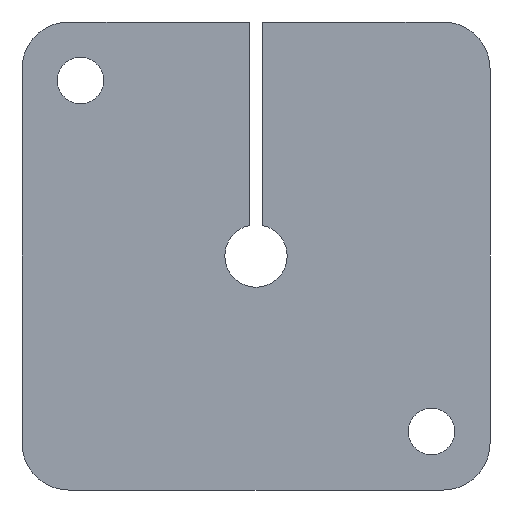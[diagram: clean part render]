
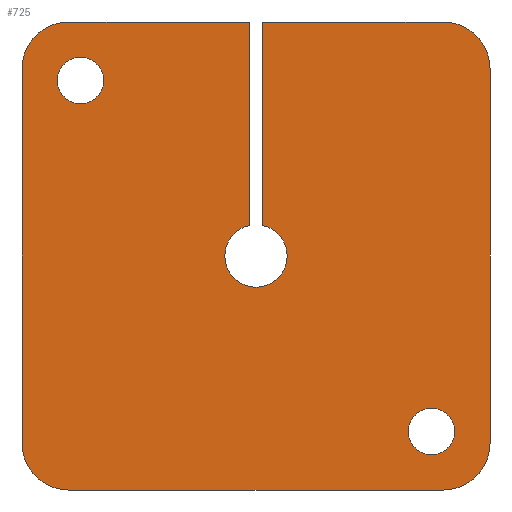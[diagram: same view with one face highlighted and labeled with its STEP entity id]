
A CAD part, left-side view. The second image highlights one B-rep face of the part: STEP entity #725.
In plain terms, the highlighted planar face has unit normal (-1, 0, 0).
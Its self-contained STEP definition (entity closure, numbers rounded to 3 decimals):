
#41=FACE_BOUND('',#151,.T.);
#42=FACE_BOUND('',#152,.T.);
#50=CIRCLE('',#767,3.);
#55=CIRCLE('',#775,3.);
#56=CIRCLE('',#778,3.);
#57=CIRCLE('',#781,3.);
#63=CIRCLE('',#795,1.5);
#64=CIRCLE('',#797,1.5);
#65=CIRCLE('',#800,2.);
#102=FACE_OUTER_BOUND('',#150,.T.);
#150=EDGE_LOOP('',(#634,#635,#636,#637,#638,#639,#640,#641,#642,#643,#644,
#645));
#151=EDGE_LOOP('',(#646));
#152=EDGE_LOOP('',(#647));
#196=LINE('',#1117,#268);
#206=LINE('',#1201,#278);
#214=LINE('',#1224,#286);
#217=LINE('',#1232,#289);
#220=LINE('',#1240,#292);
#225=LINE('',#1266,#297);
#226=LINE('',#1269,#298);
#268=VECTOR('',#886,10.);
#278=VECTOR('',#910,10.);
#286=VECTOR('',#932,10.);
#289=VECTOR('',#941,10.);
#292=VECTOR('',#950,10.);
#297=VECTOR('',#987,10.);
#298=VECTOR('',#990,10.);
#333=VERTEX_POINT('',#1114);
#334=VERTEX_POINT('',#1116);
#342=VERTEX_POINT('',#1188);
#343=VERTEX_POINT('',#1189);
#347=VERTEX_POINT('',#1199);
#354=VERTEX_POINT('',#1218);
#355=VERTEX_POINT('',#1222);
#356=VERTEX_POINT('',#1226);
#357=VERTEX_POINT('',#1230);
#358=VERTEX_POINT('',#1234);
#359=VERTEX_POINT('',#1235);
#363=VERTEX_POINT('',#1258);
#364=VERTEX_POINT('',#1262);
#365=VERTEX_POINT('',#1268);
#412=EDGE_CURVE('',#334,#333,#196,.T.);
#422=EDGE_CURVE('',#342,#343,#50,.T.);
#428=EDGE_CURVE('',#342,#347,#206,.T.);
#437=EDGE_CURVE('',#354,#347,#55,.T.);
#440=EDGE_CURVE('',#354,#355,#214,.T.);
#441=EDGE_CURVE('',#356,#355,#56,.T.);
#444=EDGE_CURVE('',#356,#357,#217,.T.);
#445=EDGE_CURVE('',#358,#359,#57,.T.);
#448=EDGE_CURVE('',#333,#359,#220,.T.);
#456=EDGE_CURVE('',#363,#363,#63,.T.);
#458=EDGE_CURVE('',#364,#364,#64,.T.);
#460=EDGE_CURVE('',#358,#343,#225,.T.);
#461=EDGE_CURVE('',#357,#365,#226,.T.);
#462=EDGE_CURVE('',#365,#334,#65,.T.);
#634=ORIENTED_EDGE('',*,*,#422,.F.);
#635=ORIENTED_EDGE('',*,*,#428,.T.);
#636=ORIENTED_EDGE('',*,*,#437,.F.);
#637=ORIENTED_EDGE('',*,*,#440,.T.);
#638=ORIENTED_EDGE('',*,*,#441,.F.);
#639=ORIENTED_EDGE('',*,*,#444,.T.);
#640=ORIENTED_EDGE('',*,*,#461,.T.);
#641=ORIENTED_EDGE('',*,*,#462,.T.);
#642=ORIENTED_EDGE('',*,*,#412,.T.);
#643=ORIENTED_EDGE('',*,*,#448,.T.);
#644=ORIENTED_EDGE('',*,*,#445,.F.);
#645=ORIENTED_EDGE('',*,*,#460,.T.);
#646=ORIENTED_EDGE('',*,*,#458,.T.);
#647=ORIENTED_EDGE('',*,*,#456,.T.);
#687=PLANE('',#799);
#725=ADVANCED_FACE('',(#102,#41,#42),#687,.F.);
#767=AXIS2_PLACEMENT_3D('',#1190,#900,#901);
#775=AXIS2_PLACEMENT_3D('',#1219,#926,#927);
#778=AXIS2_PLACEMENT_3D('',#1227,#935,#936);
#781=AXIS2_PLACEMENT_3D('',#1236,#944,#945);
#795=AXIS2_PLACEMENT_3D('',#1259,#977,#978);
#797=AXIS2_PLACEMENT_3D('',#1263,#982,#983);
#799=AXIS2_PLACEMENT_3D('',#1267,#988,#989);
#800=AXIS2_PLACEMENT_3D('',#1270,#991,#992);
#886=DIRECTION('',(0.,0.,1.));
#900=DIRECTION('center_axis',(1.,0.,0.));
#901=DIRECTION('ref_axis',(0.,0.707,-0.707));
#910=DIRECTION('',(0.,-1.,0.));
#926=DIRECTION('center_axis',(1.,0.,0.));
#927=DIRECTION('ref_axis',(0.,-0.707,-0.707));
#932=DIRECTION('',(0.,0.,1.));
#935=DIRECTION('center_axis',(1.,0.,0.));
#936=DIRECTION('ref_axis',(0.,-0.707,0.707));
#941=DIRECTION('',(0.,1.,0.));
#944=DIRECTION('center_axis',(1.,0.,0.));
#945=DIRECTION('ref_axis',(0.,0.707,0.707));
#950=DIRECTION('',(0.,1.,0.));
#977=DIRECTION('center_axis',(1.,0.,0.));
#978=DIRECTION('ref_axis',(0.,1.,0.));
#982=DIRECTION('center_axis',(1.,0.,0.));
#983=DIRECTION('ref_axis',(0.,1.,0.));
#987=DIRECTION('',(0.,0.,-1.));
#988=DIRECTION('center_axis',(1.,0.,0.));
#989=DIRECTION('ref_axis',(0.,1.,0.));
#990=DIRECTION('',(0.,0.,-1.));
#991=DIRECTION('center_axis',(1.,0.,0.));
#992=DIRECTION('ref_axis',(0.,1.,0.));
#1114=CARTESIAN_POINT('',(-3.,0.4,15.));
#1116=CARTESIAN_POINT('',(-3.,0.4,1.96));
#1117=CARTESIAN_POINT('',(-3.,0.4,15.5));
#1188=CARTESIAN_POINT('',(-3.,12.,-15.));
#1189=CARTESIAN_POINT('',(-3.,15.,-12.));
#1190=CARTESIAN_POINT('Origin',(-3.,12.,-12.));
#1199=CARTESIAN_POINT('',(-3.,-12.,-15.));
#1201=CARTESIAN_POINT('',(-3.,15.,-15.));
#1218=CARTESIAN_POINT('',(-3.,-15.,-12.));
#1219=CARTESIAN_POINT('Origin',(-3.,-12.,-12.));
#1222=CARTESIAN_POINT('',(-3.,-15.,12.));
#1224=CARTESIAN_POINT('',(-3.,-15.,-15.));
#1226=CARTESIAN_POINT('',(-3.,-12.,15.));
#1227=CARTESIAN_POINT('Origin',(-3.,-12.,12.));
#1230=CARTESIAN_POINT('',(-3.,-0.4,15.));
#1232=CARTESIAN_POINT('',(-3.,-15.,15.));
#1234=CARTESIAN_POINT('',(-3.,15.,12.));
#1235=CARTESIAN_POINT('',(-3.,12.,15.));
#1236=CARTESIAN_POINT('Origin',(-3.,12.,12.));
#1240=CARTESIAN_POINT('',(-3.,-15.,15.));
#1258=CARTESIAN_POINT('',(-3.,-12.75,-11.25));
#1259=CARTESIAN_POINT('Origin',(-3.,-11.25,-11.25));
#1262=CARTESIAN_POINT('',(-3.,9.75,11.25));
#1263=CARTESIAN_POINT('Origin',(-3.,11.25,11.25));
#1266=CARTESIAN_POINT('',(-3.,15.,15.));
#1267=CARTESIAN_POINT('Origin',(-3.,0.,0.));
#1268=CARTESIAN_POINT('',(-3.,-0.4,1.96));
#1269=CARTESIAN_POINT('',(-3.,-0.4,-15.5));
#1270=CARTESIAN_POINT('Origin',(-3.,0.,0.));
